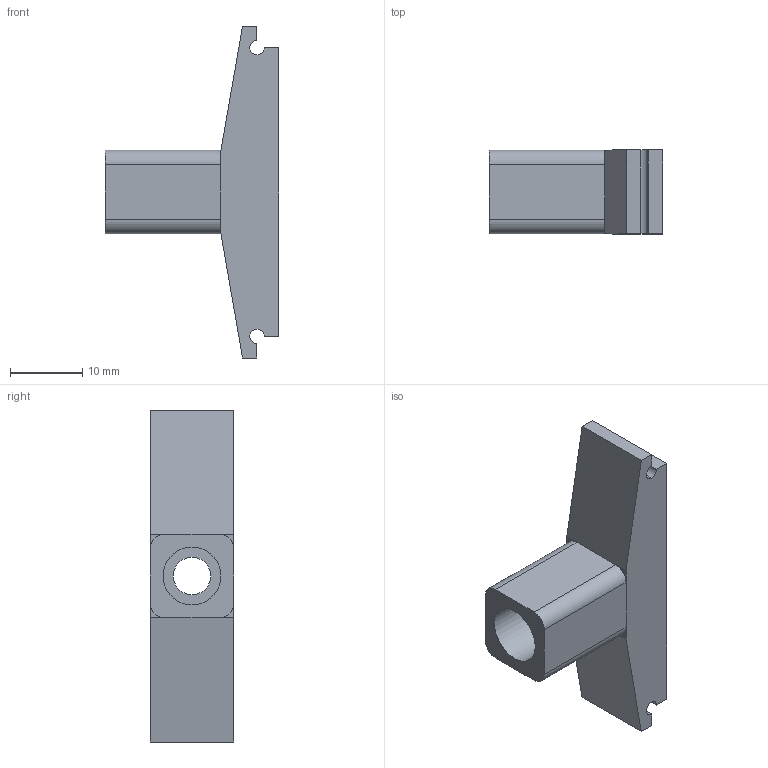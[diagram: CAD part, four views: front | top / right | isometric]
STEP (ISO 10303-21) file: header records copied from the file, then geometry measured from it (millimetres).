
FILE_DESCRIPTION(('FreeCAD Model'),'2;1');
FILE_NAME('Open CASCADE Shape Model','2024-01-22T12:02:06',(''),(''), 'Open CASCADE STEP processor 7.6','FreeCAD','Unknown');
FILE_SCHEMA(('AUTOMOTIVE_DESIGN { 1 0 10303 214 1 1 1 1 }'));
Length unit declared in the file: millimetre
Products named in the file (1): support_hand
Bounding box: 24 x 11.6 x 46 mm (x, y, z)
Volume: 4400.9 mm3; surface area: 3039.1 mm2
Topology: 1 solids, 1 shells, 33 faces, 78 edges, 49 vertices
Faces by surface type: plane 22, cylinder 10, cone 1
Full cylindrical faces by diameter (mm): 5.2 x1, 8 x2
Entity records: 2017 total; most frequent: CARTESIAN_POINT 389, DIRECTION 311, LINE 193, VECTOR 193, ORIENTED_EDGE 156, PCURVE 156, DEFINITIONAL_REPRESENTATION 156, EDGE_CURVE 78
